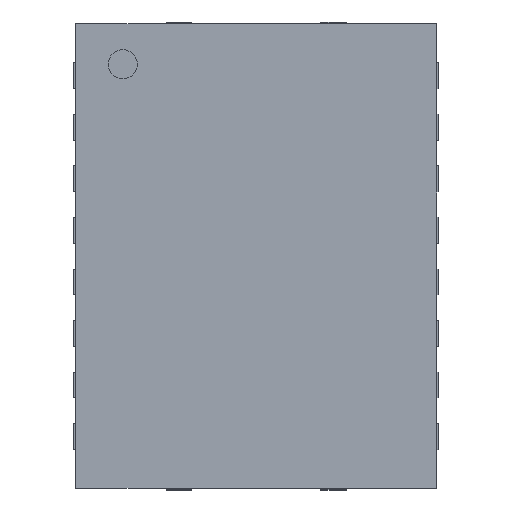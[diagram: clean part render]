
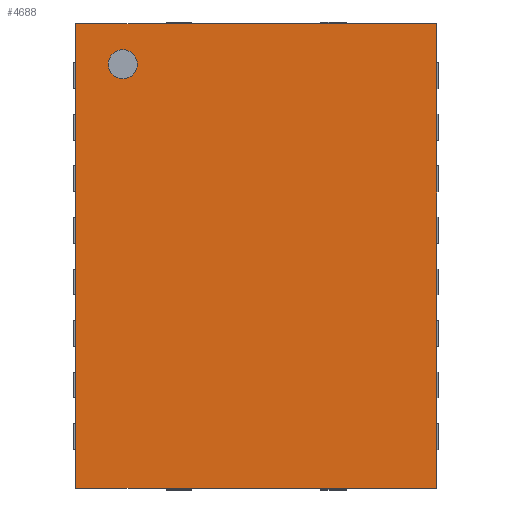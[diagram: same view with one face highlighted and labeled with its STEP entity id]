
A CAD part, top view. The second image highlights one B-rep face of the part: STEP entity #4688.
In plain terms, the highlighted planar face has unit normal (0, 0, 1).
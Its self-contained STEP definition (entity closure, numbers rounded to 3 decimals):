
#88=CIRCLE('',#4936,0.141);
#900=ORIENTED_EDGE('',*,*,#1568,.T.);
#901=ORIENTED_EDGE('',*,*,#1546,.T.);
#902=ORIENTED_EDGE('',*,*,#1552,.T.);
#903=ORIENTED_EDGE('',*,*,#1560,.T.);
#904=ORIENTED_EDGE('',*,*,#1567,.T.);
#1546=EDGE_CURVE('',#1942,#1941,#2327,.T.);
#1552=EDGE_CURVE('',#1941,#1945,#2333,.T.);
#1560=EDGE_CURVE('',#1945,#1950,#2341,.T.);
#1567=EDGE_CURVE('',#1950,#1942,#2348,.T.);
#1568=EDGE_CURVE('',#1955,#1955,#88,.T.);
#1941=VERTEX_POINT('',#6718);
#1942=VERTEX_POINT('',#6720);
#1945=VERTEX_POINT('',#6729);
#1950=VERTEX_POINT('',#6743);
#1955=VERTEX_POINT('',#6759);
#2327=LINE('',#6719,#2754);
#2333=LINE('',#6730,#2760);
#2341=LINE('',#6744,#2768);
#2348=LINE('',#6756,#2775);
#2754=VECTOR('',#5689,1000.);
#2760=VECTOR('',#5697,1000.);
#2768=VECTOR('',#5707,1000.);
#2775=VECTOR('',#5716,1000.);
#2982=EDGE_LOOP('',(#900));
#2983=EDGE_LOOP('',(#901,#902,#903,#904));
#3159=FACE_BOUND('',#2982,.T.);
#3160=FACE_BOUND('',#2983,.T.);
#3307=PLANE('',#4935);
#4688=ADVANCED_FACE('',(#3159,#3160),#3307,.T.);
#4935=AXIS2_PLACEMENT_3D('',#6757,#5717,#5718);
#4936=AXIS2_PLACEMENT_3D('',#6758,#5719,#5720);
#5689=DIRECTION('',(1.,0.,0.));
#5697=DIRECTION('',(0.,1.,0.));
#5707=DIRECTION('',(-1.,0.,0.));
#5716=DIRECTION('',(0.,-1.,0.));
#5717=DIRECTION('',(0.,0.,1.));
#5718=DIRECTION('',(1.,0.,0.));
#5719=DIRECTION('',(0.,0.,-1.));
#5720=DIRECTION('',(1.,0.,0.));
#6718=CARTESIAN_POINT('',(1.75,-2.25,0.9));
#6719=CARTESIAN_POINT('',(-1.75,-2.25,0.9));
#6720=CARTESIAN_POINT('',(-1.75,-2.25,0.9));
#6729=CARTESIAN_POINT('',(1.75,2.25,0.9));
#6730=CARTESIAN_POINT('',(1.75,-2.25,0.9));
#6743=CARTESIAN_POINT('',(-1.75,2.25,0.9));
#6744=CARTESIAN_POINT('',(1.75,2.25,0.9));
#6756=CARTESIAN_POINT('',(-1.75,2.25,0.9));
#6757=CARTESIAN_POINT('',(0.,0.,0.9));
#6758=CARTESIAN_POINT('',(-1.295,1.859,0.9));
#6759=CARTESIAN_POINT('',(-1.154,1.859,0.9));
